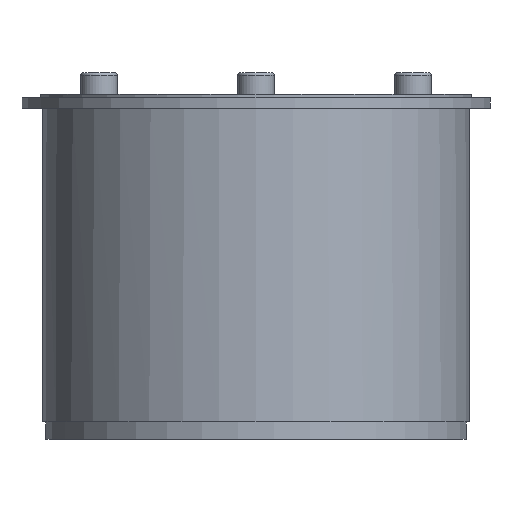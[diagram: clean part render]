
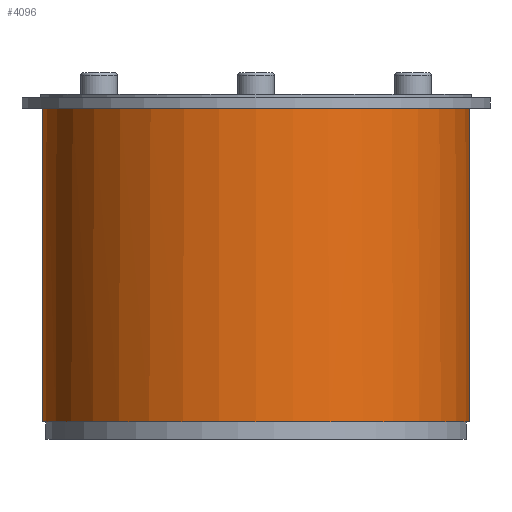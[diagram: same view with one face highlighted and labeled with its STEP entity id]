
A CAD part, front view. The second image highlights one B-rep face of the part: STEP entity #4096.
In plain terms, the highlighted cylindrical face has radius 50 mm (diameter 100 mm), a partial arc.
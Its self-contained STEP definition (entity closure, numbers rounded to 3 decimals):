
#391=FACE_OUTER_BOUND('',#644,.T.);
#644=EDGE_LOOP('',(#3263,#3264,#3265,#3266,#3267,#3268));
#763=LINE('',#6195,#1023);
#764=LINE('',#6203,#1024);
#1023=VECTOR('',#4892,10.);
#1024=VECTOR('',#4899,10.);
#1417=CIRCLE('',#4505,50.);
#1442=CIRCLE('',#4556,50.);
#1443=CIRCLE('',#4557,50.);
#1444=CIRCLE('',#4558,50.);
#1579=VERTEX_POINT('',#6193);
#1580=VERTEX_POINT('',#6194);
#1583=VERTEX_POINT('',#6200);
#1584=VERTEX_POINT('',#6202);
#1781=VERTEX_POINT('',#6809);
#1783=VERTEX_POINT('',#6815);
#1974=EDGE_CURVE('',#1579,#1580,#763,.T.);
#1978=EDGE_CURVE('',#1583,#1584,#764,.T.);
#2266=EDGE_CURVE('',#1781,#1783,#1417,.T.);
#2319=EDGE_CURVE('',#1783,#1583,#1442,.T.);
#2320=EDGE_CURVE('',#1580,#1781,#1443,.T.);
#2321=EDGE_CURVE('',#1584,#1579,#1444,.T.);
#3263=ORIENTED_EDGE('',*,*,#1978,.F.);
#3264=ORIENTED_EDGE('',*,*,#2319,.F.);
#3265=ORIENTED_EDGE('',*,*,#2266,.F.);
#3266=ORIENTED_EDGE('',*,*,#2320,.F.);
#3267=ORIENTED_EDGE('',*,*,#1974,.F.);
#3268=ORIENTED_EDGE('',*,*,#2321,.F.);
#3680=CYLINDRICAL_SURFACE('',#4555,50.);
#4096=ADVANCED_FACE('',(#391),#3680,.T.);
#4505=AXIS2_PLACEMENT_3D('',#6816,#5499,#5500);
#4555=AXIS2_PLACEMENT_3D('',#6920,#5627,#5628);
#4556=AXIS2_PLACEMENT_3D('',#6921,#5629,#5630);
#4557=AXIS2_PLACEMENT_3D('',#6922,#5631,#5632);
#4558=AXIS2_PLACEMENT_3D('',#6923,#5633,#5634);
#4892=DIRECTION('',(0.,0.,1.));
#4899=DIRECTION('',(0.,0.,-1.));
#5499=DIRECTION('center_axis',(0.,0.,1.));
#5500=DIRECTION('ref_axis',(-1.,0.,0.));
#5627=DIRECTION('center_axis',(0.,0.,1.));
#5628=DIRECTION('ref_axis',(-1.,0.,0.));
#5629=DIRECTION('center_axis',(0.,0.,1.));
#5630=DIRECTION('ref_axis',(-1.,0.,0.));
#5631=DIRECTION('center_axis',(0.,0.,1.));
#5632=DIRECTION('ref_axis',(-1.,0.,0.));
#5633=DIRECTION('center_axis',(0.,0.,-1.));
#5634=DIRECTION('ref_axis',(-1.,0.,0.));
#6193=CARTESIAN_POINT('',(-50.,0.,-36.75));
#6194=CARTESIAN_POINT('',(-50.,0.,36.75));
#6195=CARTESIAN_POINT('',(-50.,0.,0.));
#6200=CARTESIAN_POINT('',(50.,0.,36.75));
#6202=CARTESIAN_POINT('',(50.,0.,-36.75));
#6203=CARTESIAN_POINT('',(50.,0.,0.));
#6809=CARTESIAN_POINT('',(-49.99,-1.,36.75));
#6815=CARTESIAN_POINT('',(49.99,-1.,36.75));
#6816=CARTESIAN_POINT('Origin',(0.,0.,36.75));
#6920=CARTESIAN_POINT('Origin',(0.,0.,0.));
#6921=CARTESIAN_POINT('Origin',(0.,0.,36.75));
#6922=CARTESIAN_POINT('Origin',(0.,0.,36.75));
#6923=CARTESIAN_POINT('Origin',(0.,0.,-36.75));
